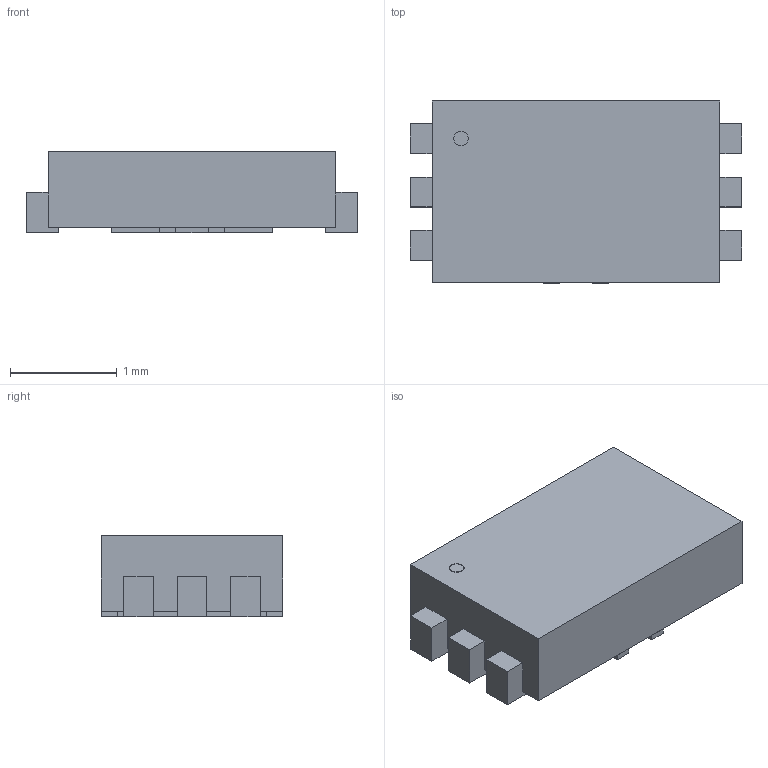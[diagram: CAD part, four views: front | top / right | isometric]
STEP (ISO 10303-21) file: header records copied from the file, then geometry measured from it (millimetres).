
FILE_DESCRIPTION(('STEP AP214'),'1');
FILE_NAME('HVSOF6_ROM','2023-03-06T15:10:16',(''),(''),'','','');
FILE_SCHEMA(('AUTOMOTIVE_DESIGN'));
Length unit declared in the file: millimetre
Products named in the file (1): product
Bounding box: 3.1 x 1.7 x 0.77 mm (x, y, z)
Volume: 3.5 mm3; surface area: 23.5 mm2
Topology: 13 solids, 13 shells, 87 faces, 183 edges, 122 vertices
Faces by surface type: plane 86, cylinder 1
Full cylindrical faces by diameter (mm): 0.135 x1
Entity records: 2212 total; most frequent: ORIENTED_EDGE 364, DIRECTION 362, CARTESIAN_POINT 213, EDGE_CURVE 182, LINE 180, VECTOR 180, VERTEX_POINT 122, AXIS2_PLACEMENT_3D 91
